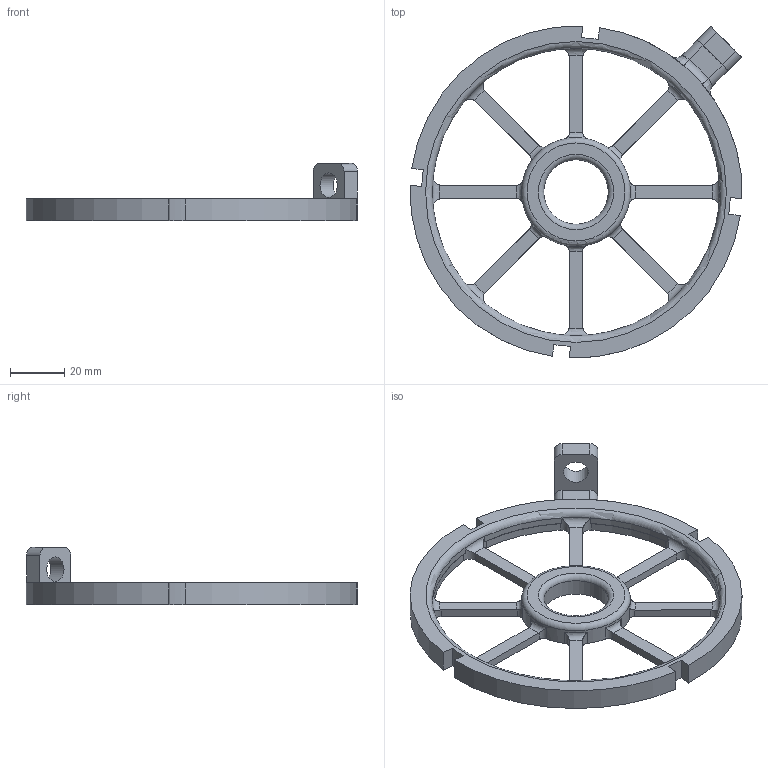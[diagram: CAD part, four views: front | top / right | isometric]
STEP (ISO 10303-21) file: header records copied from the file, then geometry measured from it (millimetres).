
FILE_DESCRIPTION(/* description */ ('Alibre Inc.'),/* implementation_level */ '2;1');
FILE_NAME(/* name */ 'export0',/* time_stamp */ '2013-10-11T23:17:30+01:00',/* author */ (''),/* organization */ (''),/* preprocessor_version */ 'ST-DEVELOPER v14',/* originating_system */ 'Alibre',/* authorisation */ '');
FILE_SCHEMA (('CONFIG_CONTROL_DESIGN'));
Length unit declared in the file: centimetre
Products named in the file (1): ID_1
Bounding box: 121.9 x 121.9 x 21 mm (x, y, z)
Volume: 35440.6 mm3; surface area: 19708.7 mm2
Topology: 1 solids, 1 shells, 137 faces, 405 edges, 263 vertices
Faces by surface type: cylinder 66, plane 49, torus 20, bspline 2
Full cylindrical faces by diameter (mm): 9 x1, 23.694 x1, 40 x1
Entity records: 5974 total; most frequent: CARTESIAN_POINT 2515, ORIENTED_EDGE 790, DIRECTION 599, EDGE_CURVE 395, VERTEX_POINT 259, AXIS2_PLACEMENT_3D 244, VECTOR 166, LINE 166
